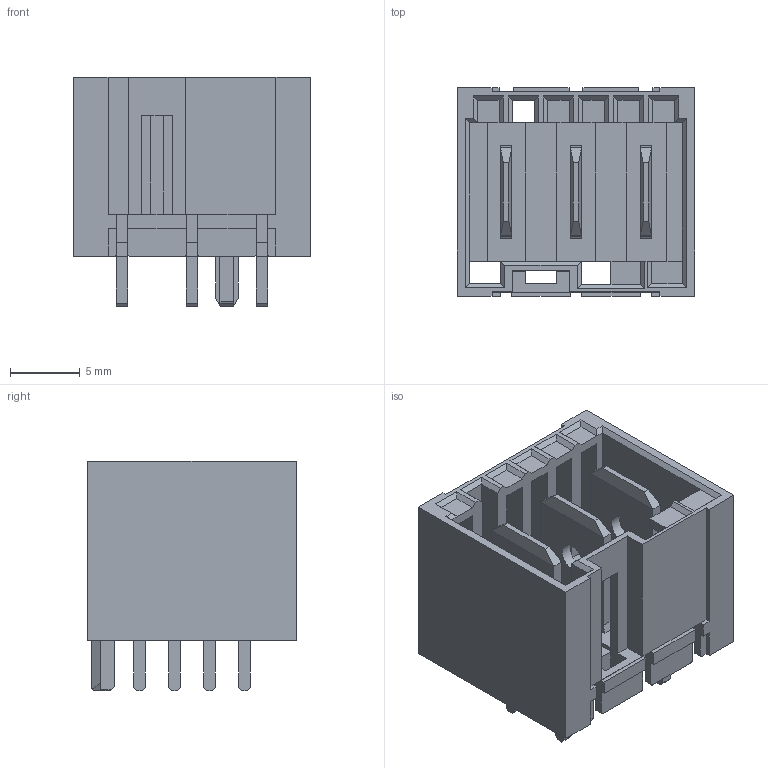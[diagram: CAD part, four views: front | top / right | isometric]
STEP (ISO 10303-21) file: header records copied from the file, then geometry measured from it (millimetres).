
FILE_DESCRIPTION(/* description */ ('Unknown'),/* implementation_level */ '2;1');
FILE_NAME(/* name */ 'J_Wurth_WR-RAST_637101110103',/* time_stamp */ '2025-08-28T17:43:50+08:00',/* author */ ('Unknown'),/* organization */ ('Unknown'),/* preprocessor_version */ 'ST-DEVELOPER v19.4',/* originating_system */ 'Solid Edge',/* authorisation */ 'Unknown');
FILE_SCHEMA (('AUTOMOTIVE_DESIGN {1 0 10303 214 3 1 1}'));
Length unit declared in the file: millimetre
Products named in the file (2): J_Wurth_WR-RAST_637101110103
Assembly tree (1 placements, depth 2):
  J_Wurth_WR-RAST_637101110103
    J_Wurth_WR-RAST_637101110103
Bounding box: 17 x 14.9 x 16.4 mm (x, y, z)
Volume: 1179.8 mm3; surface area: 2949.3 mm2
Topology: 1 solids, 1 shells, 389 faces, 1157 edges, 750 vertices
Faces by surface type: plane 360, cylinder 29
Full cylindrical faces by diameter (mm): 2 x3
Entity records: 15571 total; most frequent: ORIENTED_EDGE 2308, CARTESIAN_POINT 2295, DIRECTION 1996, EDGE_CURVE 1154, LINE 1094, VECTOR 1094, VERTEX_POINT 750, AXIS2_PLACEMENT_3D 451
